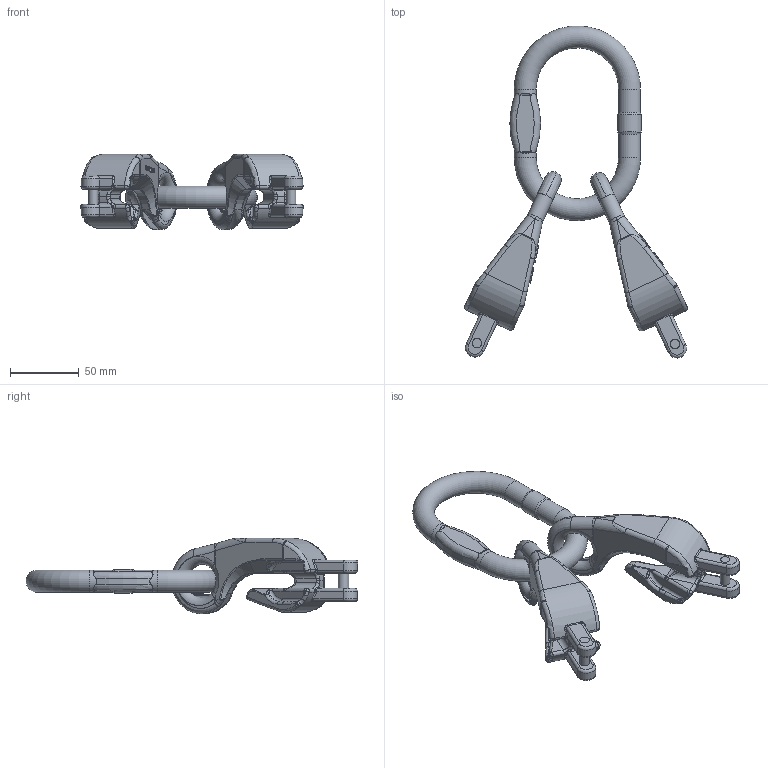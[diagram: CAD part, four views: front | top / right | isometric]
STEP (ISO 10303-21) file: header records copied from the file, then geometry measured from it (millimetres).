
FILE_DESCRIPTION(/* description */ (''),/* implementation_level */ '2;1');
FILE_NAME(/* name */ 'pewag_VXKW_2-7',/* time_stamp */ '2010-03-03T07:51:38+01:00',/* author */ (''),/* organization */ (''),/* preprocessor_version */ 'ST-DEVELOPER v9',/* originating_system */ 'UGS - NX 4.0',/* authorisation */ '');
FILE_SCHEMA (('AUTOMOTIVE_DESIGN { 1 0 10303 214 1 1 1 1 }'));
Length unit declared in the file: millimetre
Products named in the file (1): rit7E48oyg7
Bounding box: 162.46 x 242.11 x 55 mm (x, y, z)
Volume: 246436.5 mm3; surface area: 58632.4 mm2
Topology: 5 solids, 5 shells, 949 faces, 2367 edges, 1428 vertices
Faces by surface type: plane 266, bspline 232, cylinder 201, extrusion 152, torus 64, sphere 24, cone 10
Full cylindrical faces by diameter (mm): 7 x6, 16 x4, 17.2 x1
Entity records: 34745 total; most frequent: CARTESIAN_POINT 14598, ORIENTED_EDGE 4664, DIRECTION 3424, EDGE_CURVE 2332, VERTEX_POINT 1428, AXIS2_PLACEMENT_3D 1314, B_SPLINE_CURVE_WITH_KNOTS 1070, EDGE_LOOP 998
